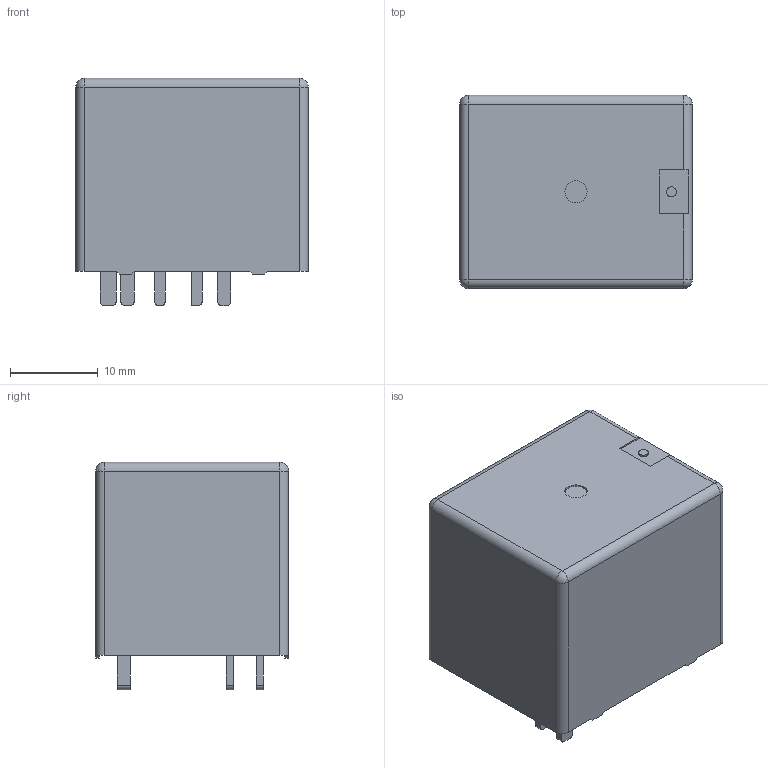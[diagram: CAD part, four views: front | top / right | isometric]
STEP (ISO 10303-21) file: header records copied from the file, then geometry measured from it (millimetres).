
FILE_DESCRIPTION (( 'STEP AP214' ), '1' );
FILE_NAME ('RELAY-TH_HFKP-X-1Z4XXX-XXX.step', '2022-07-09T13:31:41', ( '' ), ( '' ), 'SwSTEP 2.0', 'SolidWorks 2020', '' );
FILE_SCHEMA (( 'AUTOMOTIVE_DESIGN' ));
Length unit declared in the file: millimetre
Products named in the file (1): RELAY-TH_HFKP-X-1Z4XXX-XXX
Bounding box: 26.5 x 22.01 x 25.9 mm (x, y, z)
Volume: 12819.7 mm3; surface area: 3345 mm2
Topology: 1 solids, 1 shells, 368 faces, 988 edges, 652 vertices
Faces by surface type: plane 229, bspline 112, cylinder 23, sphere 4
Entity records: 16203 total; most frequent: CARTESIAN_POINT 4109, ORIENTED_EDGE 1968, DIRECTION 1318, EDGE_CURVE 984, LINE 708, VECTOR 708, VERTEX_POINT 652, EDGE_LOOP 402
